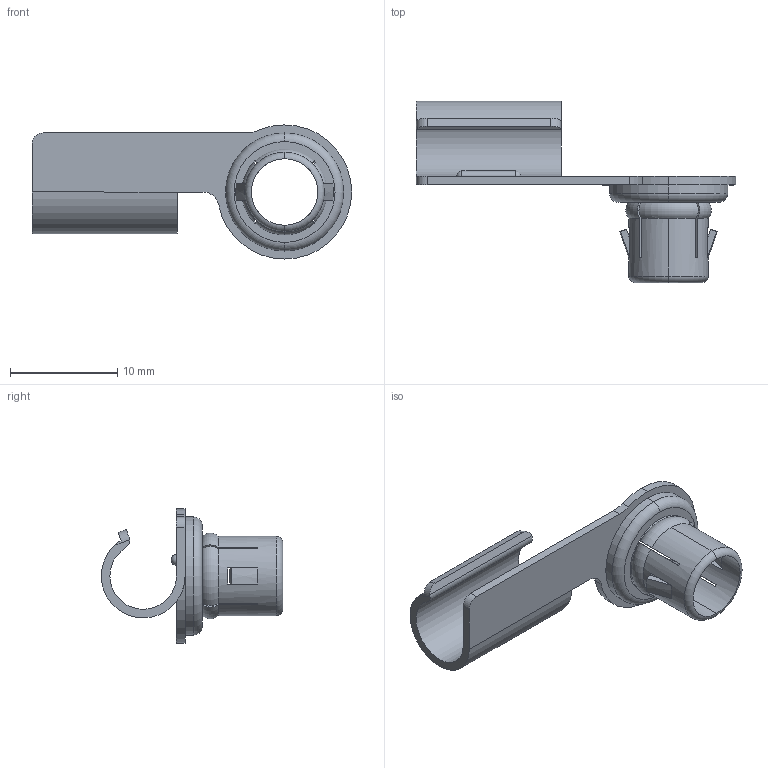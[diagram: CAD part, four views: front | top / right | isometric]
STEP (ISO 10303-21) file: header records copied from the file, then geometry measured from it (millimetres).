
FILE_DESCRIPTION (( 'STEP AP203' ), '1' );
FILE_NAME ('sone3D.STEP', '2014-10-06T02:09:11', ( '' ), ( '' ), 'SwSTEP 2.0', 'SolidWorks 2012', '' );
FILE_SCHEMA (( 'CONFIG_CONTROL_DESIGN' ));
Length unit declared in the file: millimetre
Products named in the file (3): AC-1025-Q-13部品B_; sone3D; AC-1025-Q-13部品A_
Assembly tree (2 placements, depth 2):
  sone3D
    AC-1025-Q-13部品B_
    AC-1025-Q-13部品A_
Bounding box: 29.75 x 16.9 x 12.5 mm (x, y, z)
Volume: 480 mm3; surface area: 1499.7 mm2
Topology: 2 solids, 2 shells, 126 faces, 340 edges, 217 vertices
Faces by surface type: plane 45, torus 41, cylinder 32, cone 6, sphere 2
Entity records: 4497 total; most frequent: CARTESIAN_POINT 1054, ORIENTED_EDGE 672, DIRECTION 670, EDGE_CURVE 336, AXIS2_PLACEMENT_3D 275, VERTEX_POINT 215, CIRCLE 144, EDGE_LOOP 135
